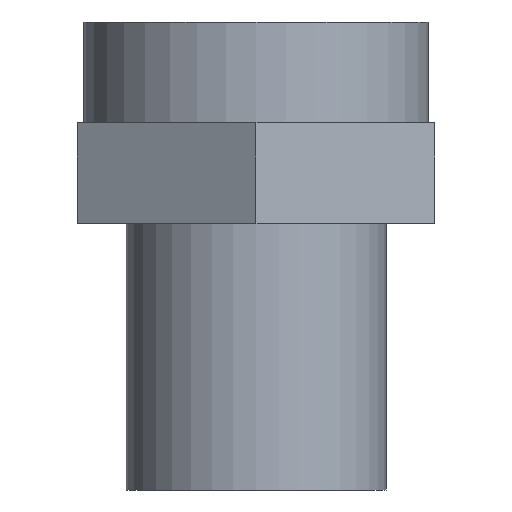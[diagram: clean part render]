
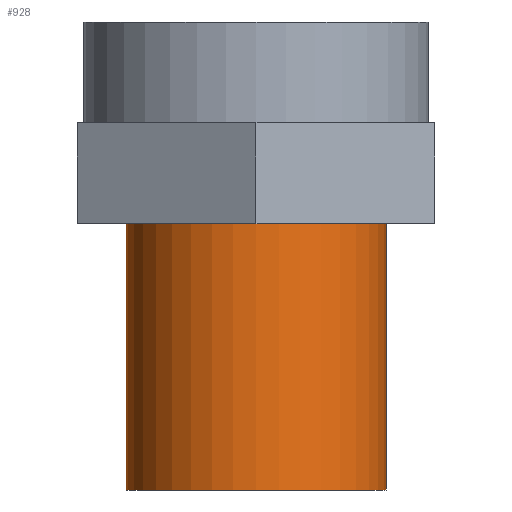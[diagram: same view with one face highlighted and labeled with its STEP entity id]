
A CAD part, front view. The second image highlights one B-rep face of the part: STEP entity #928.
In plain terms, the highlighted cylindrical face has radius 20 mm (diameter 40 mm), a partial arc.
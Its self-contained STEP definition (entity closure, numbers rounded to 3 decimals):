
#9 = VERTEX_POINT ( 'NONE', #766 ) ;
#46 = ORIENTED_EDGE ( 'NONE', *, *, #820, .F. ) ;
#93 = VECTOR ( 'NONE', #1157, 1000. ) ;
#115 = AXIS2_PLACEMENT_3D ( 'NONE', #592, #586, #413 ) ;
#189 = CARTESIAN_POINT ( 'NONE',  ( 20., 0., -31. ) ) ;
#194 = CARTESIAN_POINT ( 'NONE',  ( 0., 0., -31. ) ) ;
#234 = AXIS2_PLACEMENT_3D ( 'NONE', #194, #887, #787 ) ;
#397 = CARTESIAN_POINT ( 'NONE',  ( 20., 0., -72. ) ) ;
#413 = DIRECTION ( 'NONE',  ( 1., 0., 0. ) ) ;
#472 = DIRECTION ( 'NONE',  ( 1., 0., 0. ) ) ;
#485 = CARTESIAN_POINT ( 'NONE',  ( -20., 0., 0. ) ) ;
#503 = EDGE_LOOP ( 'NONE', ( #46, #599, #773, #1185 ) ) ;
#534 = CARTESIAN_POINT ( 'NONE',  ( 20., 0., 0. ) ) ;
#586 = DIRECTION ( 'NONE',  ( 0., 0., 1. ) ) ;
#592 = CARTESIAN_POINT ( 'NONE',  ( 0., 0., 0. ) ) ;
#599 = ORIENTED_EDGE ( 'NONE', *, *, #1240, .T. ) ;
#607 = FACE_OUTER_BOUND ( 'NONE', #503, .T. ) ;
#664 = AXIS2_PLACEMENT_3D ( 'NONE', #1154, #858, #472 ) ;
#706 = VERTEX_POINT ( 'NONE', #850 ) ;
#766 = CARTESIAN_POINT ( 'NONE',  ( -20., 0., -31. ) ) ;
#773 = ORIENTED_EDGE ( 'NONE', *, *, #1148, .T. ) ;
#787 = DIRECTION ( 'NONE',  ( 1., 0., 0. ) ) ;
#820 = EDGE_CURVE ( 'NONE', #706, #9, #955, .T. ) ;
#850 = CARTESIAN_POINT ( 'NONE',  ( -20., 0., -72. ) ) ;
#858 = DIRECTION ( 'NONE',  ( 0., 0., 1. ) ) ;
#887 = DIRECTION ( 'NONE',  ( 0., 0., 1. ) ) ;
#893 = CYLINDRICAL_SURFACE ( 'NONE', #115, 20. ) ;
#909 = EDGE_CURVE ( 'NONE', #9, #1195, #996, .T. ) ;
#910 = DIRECTION ( 'NONE',  ( 0., 0., 1. ) ) ;
#924 = VECTOR ( 'NONE', #910, 1000. ) ;
#928 = ADVANCED_FACE ( 'NONE', ( #607 ), #893, .T. ) ;
#955 = LINE ( 'NONE', #485, #93 ) ;
#971 = VERTEX_POINT ( 'NONE', #397 ) ;
#996 = CIRCLE ( 'NONE', #234, 20. ) ;
#1003 = LINE ( 'NONE', #534, #924 ) ;
#1042 = CIRCLE ( 'NONE', #664, 20. ) ;
#1148 = EDGE_CURVE ( 'NONE', #971, #1195, #1003, .T. ) ;
#1154 = CARTESIAN_POINT ( 'NONE',  ( 0., 0., -72. ) ) ;
#1157 = DIRECTION ( 'NONE',  ( 0., 0., 1. ) ) ;
#1185 = ORIENTED_EDGE ( 'NONE', *, *, #909, .F. ) ;
#1195 = VERTEX_POINT ( 'NONE', #189 ) ;
#1240 = EDGE_CURVE ( 'NONE', #706, #971, #1042, .T. ) ;
